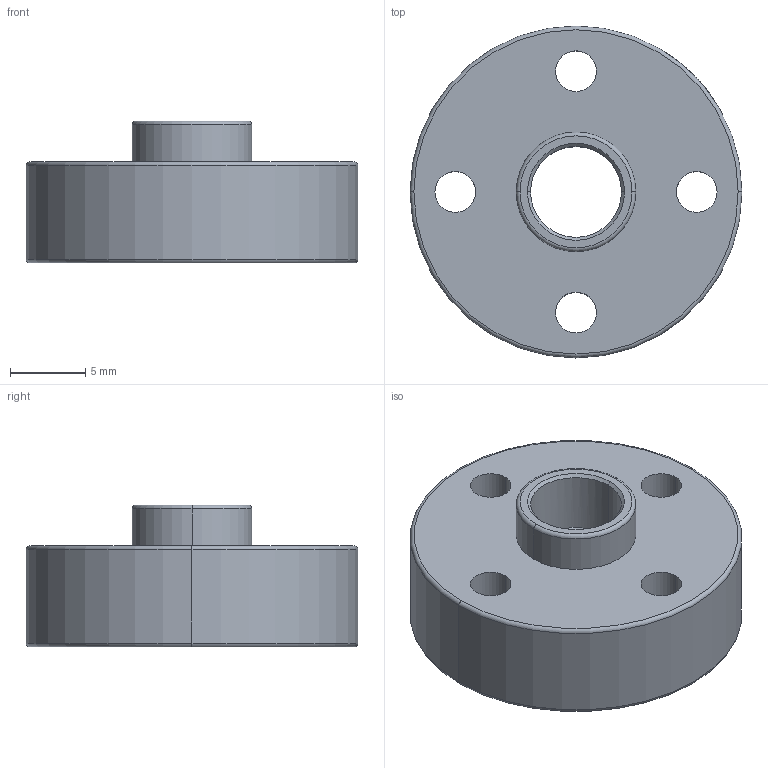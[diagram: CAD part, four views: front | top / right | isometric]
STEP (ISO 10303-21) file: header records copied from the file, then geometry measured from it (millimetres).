
FILE_DESCRIPTION (( 'STEP AP214' ), '1' );
FILE_NAME ('Pitsco Education-739079.STEP', '2018-12-17T21:23:33', ( '' ), ( '' ), 'SwSTEP 2.0', 'SolidWorks 2018', '' );
FILE_SCHEMA (( 'AUTOMOTIVE_DESIGN' ));
Length unit declared in the file: millimetre
Products named in the file (1): Pitsco Education-739079
Bounding box: 22 x 22 x 9.4 mm (x, y, z)
Volume: 2153.2 mm3; surface area: 1648.9 mm2
Topology: 1 solids, 1 shells, 29 faces, 68 edges, 42 vertices
Faces by surface type: cylinder 16, torus 6, cone 4, plane 3
Entity records: 1116 total; most frequent: CARTESIAN_POINT 250, DIRECTION 168, ORIENTED_EDGE 136, AXIS2_PLACEMENT_3D 74, EDGE_CURVE 68, CIRCLE 44, VERTEX_POINT 42, EDGE_LOOP 42
